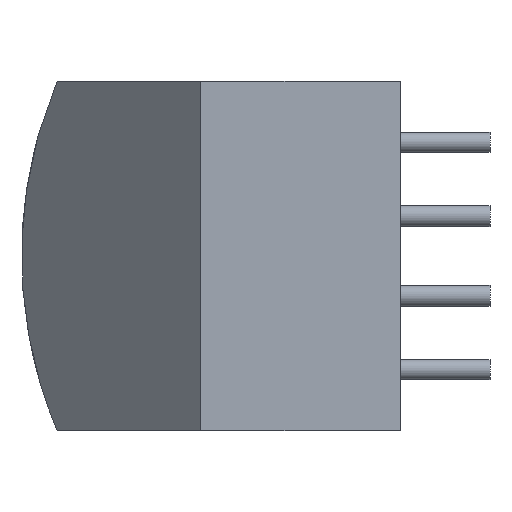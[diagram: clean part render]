
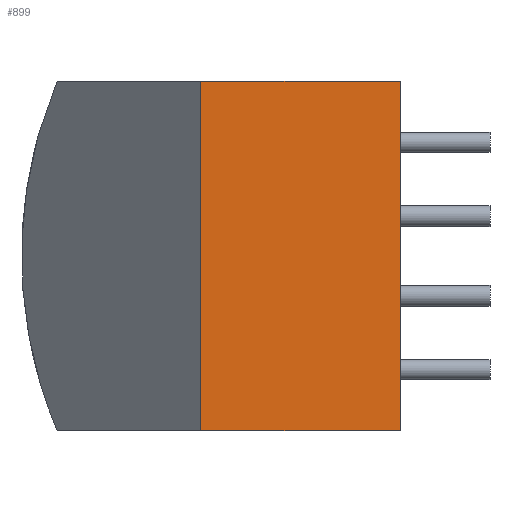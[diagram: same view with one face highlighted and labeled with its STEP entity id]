
A CAD part, left-side view. The second image highlights one B-rep face of the part: STEP entity #899.
In plain terms, the highlighted planar face has unit normal (-1, 0, 0).
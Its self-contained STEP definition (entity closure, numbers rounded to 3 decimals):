
#77 = DIRECTION ( 'NONE',  ( 0., 0., 1. ) ) ;
#136 = VECTOR ( 'NONE', #1200, 1000. ) ;
#183 = LINE ( 'NONE', #512, #136 ) ;
#195 = CARTESIAN_POINT ( 'NONE',  ( -13.3, 0., 5.85 ) ) ;
#206 = VECTOR ( 'NONE', #845, 1000. ) ;
#222 = VERTEX_POINT ( 'NONE', #710 ) ;
#250 = CARTESIAN_POINT ( 'NONE',  ( -13.3, 0., -5.85 ) ) ;
#280 = LINE ( 'NONE', #413, #206 ) ;
#319 = EDGE_CURVE ( 'NONE', #222, #878, #183, .T. ) ;
#336 = VERTEX_POINT ( 'NONE', #1089 ) ;
#349 = CARTESIAN_POINT ( 'NONE',  ( -13.3, 0., 5.85 ) ) ;
#366 = VECTOR ( 'NONE', #1379, 1000. ) ;
#378 = DIRECTION ( 'NONE',  ( 0., 1., 0. ) ) ;
#389 = CARTESIAN_POINT ( 'NONE',  ( -13.3, 0., -5.85 ) ) ;
#413 = CARTESIAN_POINT ( 'NONE',  ( -13.3, 6.7, 0. ) ) ;
#485 = LINE ( 'NONE', #250, #992 ) ;
#511 = LINE ( 'NONE', #195, #366 ) ;
#512 = CARTESIAN_POINT ( 'NONE',  ( -13.3, 0., 5.85 ) ) ;
#585 = VERTEX_POINT ( 'NONE', #389 ) ;
#661 = ORIENTED_EDGE ( 'NONE', *, *, #1233, .F. ) ;
#710 = CARTESIAN_POINT ( 'NONE',  ( -13.3, 6.7, 5.85 ) ) ;
#721 = CARTESIAN_POINT ( 'NONE',  ( -13.3, -2.3, 0. ) ) ;
#760 = PLANE ( 'NONE',  #809 ) ;
#782 = ORIENTED_EDGE ( 'NONE', *, *, #319, .F. ) ;
#809 = AXIS2_PLACEMENT_3D ( 'NONE', #721, #1157, #77 ) ;
#845 = DIRECTION ( 'NONE',  ( 0., 0., 1. ) ) ;
#878 = VERTEX_POINT ( 'NONE', #349 ) ;
#899 = ADVANCED_FACE ( 'NONE', ( #905 ), #760, .T. ) ;
#905 = FACE_OUTER_BOUND ( 'NONE', #1184, .T. ) ;
#937 = ORIENTED_EDGE ( 'NONE', *, *, #1149, .F. ) ;
#980 = ORIENTED_EDGE ( 'NONE', *, *, #1254, .F. ) ;
#992 = VECTOR ( 'NONE', #378, 1000. ) ;
#1089 = CARTESIAN_POINT ( 'NONE',  ( -13.3, 6.7, -5.85 ) ) ;
#1149 = EDGE_CURVE ( 'NONE', #585, #336, #485, .T. ) ;
#1157 = DIRECTION ( 'NONE',  ( -1., 0., 0. ) ) ;
#1184 = EDGE_LOOP ( 'NONE', ( #661, #937, #980, #782 ) ) ;
#1200 = DIRECTION ( 'NONE',  ( 0., -1., 0. ) ) ;
#1233 = EDGE_CURVE ( 'NONE', #336, #222, #280, .T. ) ;
#1254 = EDGE_CURVE ( 'NONE', #878, #585, #511, .T. ) ;
#1379 = DIRECTION ( 'NONE',  ( 0., 0., -1. ) ) ;
